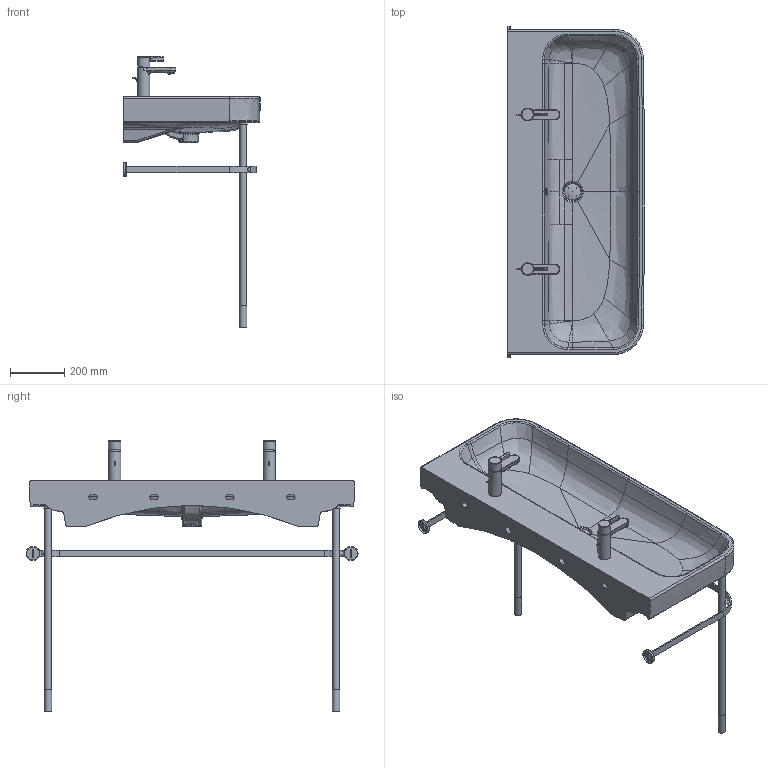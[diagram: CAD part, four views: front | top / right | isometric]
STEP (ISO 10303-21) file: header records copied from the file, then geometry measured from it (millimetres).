
FILE_DESCRIPTION((''),'2;1');
FILE_NAME('231812_4_003079.stp','2014-11-21T14:03:27',('Administrator'),(''),'Autodesk Inventor 2011','Autodesk Inventor 2011','');
FILE_SCHEMA(('CONFIG_CONTROL_DESIGN'));
Length unit declared in the file: millimetre
Products named in the file (15): 231812_4_003079; 231812_2; 003079; Rohr; Profil 003079; Bolzen; Rosette; Armatur Waschtisch; Fassung Sieb; Griff; Gehäuse; Hebel_Ventil; Gleitring; Kelch; Stopfen
Assembly tree (18 placements, depth 3):
  231812_4_003079
    231812_2
    003079
      Rohr  x2
      Profil 003079
      Bolzen  x2
      Rosette  x2
    Armatur Waschtisch  x2
      Fassung Sieb
      Griff
      Gehäuse
      Hebel_Ventil
      Gleitring
    Kelch
    Stopfen
Bounding box: 504.84 x 1224.49 x 998.58 mm (x, y, z)
Volume: 24930609.9 mm3; surface area: 2328743.7 mm2
Topology: 18 solids, 22 shells, 743 faces, 1788 edges, 1074 vertices
Faces by surface type: bspline 272, plane 208, cylinder 194, torus 41, sphere 19, cone 9
Full cylindrical faces by diameter (mm): 4 x4, 12 x5, 15 x2, 20.15 x2, 21.15 x2, 23.15 x2, 25 x3, 27 x2, 30 x2, 35 x3, 42 x1, 44 x1, 46 x4, 49 x1, 49.5 x2, 51.5 x2, 60 x1
Entity records: 61682 total; most frequent: CARTESIAN_POINT 48508, ORIENTED_EDGE 2734, DIRECTION 2107, EDGE_CURVE 1369, AXIS2_PLACEMENT_3D 853, VERTEX_POINT 846, EDGE_LOOP 693, FACE_OUTER_BOUND 599
